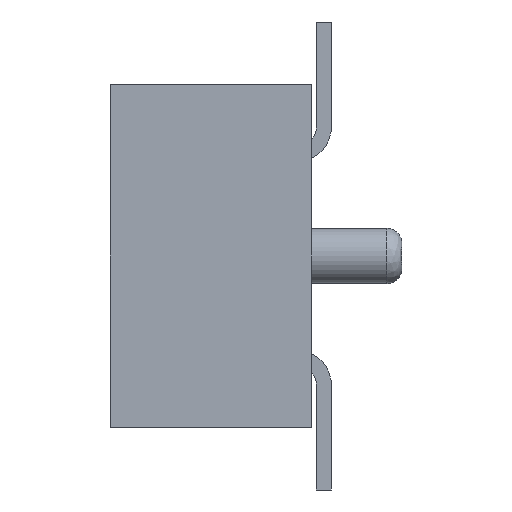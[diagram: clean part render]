
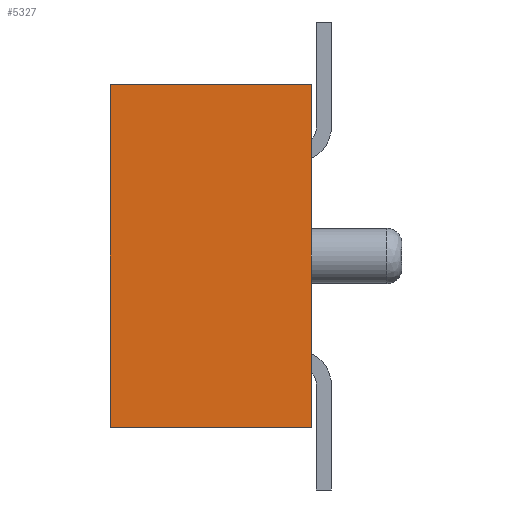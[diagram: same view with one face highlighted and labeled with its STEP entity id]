
A CAD part, left-side view. The second image highlights one B-rep face of the part: STEP entity #5327.
In plain terms, the highlighted planar face has unit normal (-1, 0, 0).
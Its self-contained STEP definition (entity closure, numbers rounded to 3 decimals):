
#1595=DIRECTION('',(0.,-1.,0.));
#1596=VECTOR('',#1595,2.);
#1597=CARTESIAN_POINT('',(-0.2,0.,-1.7));
#1598=LINE('',#1597,#1596);
#1602=DIRECTION('',(0.,0.,-1.));
#1603=VECTOR('',#1602,3.4);
#1604=CARTESIAN_POINT('',(-0.2,0.,1.7));
#1605=LINE('',#1604,#1603);
#1609=DIRECTION('',(0.,1.,0.));
#1610=VECTOR('',#1609,2.);
#1611=CARTESIAN_POINT('',(-0.2,-2.,1.7));
#1612=LINE('',#1611,#1610);
#1616=DIRECTION('',(0.,0.,1.));
#1617=VECTOR('',#1616,3.4);
#1618=CARTESIAN_POINT('',(-0.2,-2.,-1.7));
#1619=LINE('',#1618,#1617);
#4534=CARTESIAN_POINT('',(-0.2,0.,-1.7));
#4535=CARTESIAN_POINT('',(-0.2,-2.,-1.7));
#4536=VERTEX_POINT('',#4534);
#4537=VERTEX_POINT('',#4535);
#4538=CARTESIAN_POINT('',(-0.2,-2.,1.7));
#4539=VERTEX_POINT('',#4538);
#4540=CARTESIAN_POINT('',(-0.2,0.,1.7));
#4541=VERTEX_POINT('',#4540);
#5316=CARTESIAN_POINT('',(-0.2,0.,0.));
#5317=DIRECTION('',(-1.,0.,0.));
#5318=DIRECTION('',(0.,1.,0.));
#5319=AXIS2_PLACEMENT_3D('',#5316,#5317,#5318);
#5320=PLANE('',#5319);
#5321=ORIENTED_EDGE('',*,*,#5270,.F.);
#5322=ORIENTED_EDGE('',*,*,#4585,.F.);
#5323=ORIENTED_EDGE('',*,*,#5244,.F.);
#5324=ORIENTED_EDGE('',*,*,#4970,.F.);
#5325=EDGE_LOOP('',(#5321,#5322,#5323,#5324));
#5326=FACE_OUTER_BOUND('',#5325,.F.);
#4585=EDGE_CURVE('',#4541,#4536,#1605,.T.);
#4970=EDGE_CURVE('',#4537,#4539,#1619,.T.);
#5244=EDGE_CURVE('',#4539,#4541,#1612,.T.);
#5270=EDGE_CURVE('',#4536,#4537,#1598,.T.);
#5327=ADVANCED_FACE('',(#5326),#5320,.T.);
